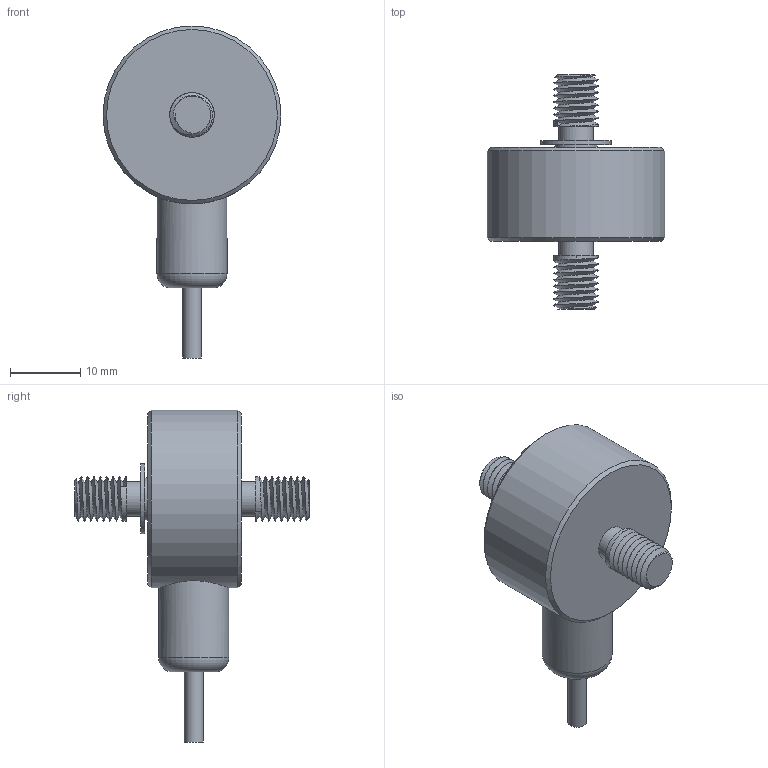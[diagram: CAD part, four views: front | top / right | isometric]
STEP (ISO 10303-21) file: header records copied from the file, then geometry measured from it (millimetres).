
FILE_DESCRIPTION(/* description */ (''),/* implementation_level */ '2;1');
FILE_NAME(/* name */ '247BSWM-250lb v1.step',/* time_stamp */ '2020-01-21T14:39:59-08:00',/* author */ (''),/* organization */ (''),/* preprocessor_version */ 'ST-DEVELOPER v18',/* originating_system */ 'Autodesk Translation Framework v8.12.0.6',/* authorisation */ '');
FILE_SCHEMA (('AUTOMOTIVE_DESIGN { 1 0 10303 214 3 1 1 }'));
Length unit declared in the file: millimetre
Products named in the file (1): 247BSWM-250lb
Bounding box: 25.4 x 33.5 x 47.4 mm (x, y, z)
Volume: 8278.3 mm3; surface area: 3212.2 mm2
Topology: 1 solids, 1 shells, 47 faces, 125 edges, 88 vertices
Faces by surface type: cylinder 25, plane 13, cone 4, bspline 4, torus 1
Full cylindrical faces by diameter (mm): 2.7 x1, 5 x2, 6 x1, 6.35 x14, 10 x2, 25.4 x1
Entity records: 7469 total; most frequent: CARTESIAN_POINT 6314, ORIENTED_EDGE 250, DIRECTION 208, EDGE_CURVE 125, VERTEX_POINT 88, AXIS2_PLACEMENT_3D 86, EDGE_LOOP 55, FACE_OUTER_BOUND 47
